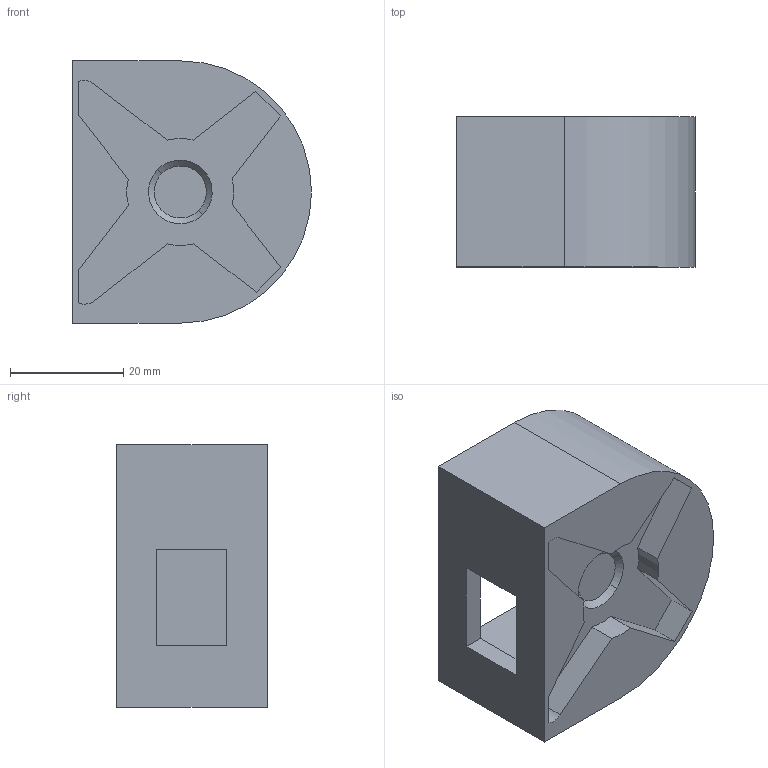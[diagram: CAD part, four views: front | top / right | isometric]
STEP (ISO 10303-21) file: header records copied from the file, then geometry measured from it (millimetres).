
FILE_DESCRIPTION (( 'STEP AP214' ), '1' );
FILE_NAME ('claw servo housing 2.STEP', '2024-06-26T16:24:51', ( '' ), ( '' ), 'SwSTEP 2.0', 'SolidWorks 2023', '' );
FILE_SCHEMA (( 'AUTOMOTIVE_DESIGN' ));
Length unit declared in the file: millimetre
Products named in the file (1): claw servo housing 2
Bounding box: 42.12 x 26.5 x 46.25 mm (x, y, z)
Volume: 21652.6 mm3; surface area: 10682 mm2
Topology: 1 solids, 1 shells, 36 faces, 96 edges, 64 vertices
Faces by surface type: plane 27, cylinder 7, cone 2
Entity records: 1145 total; most frequent: CARTESIAN_POINT 197, ORIENTED_EDGE 192, DIRECTION 188, EDGE_CURVE 96, LINE 78, VECTOR 78, VERTEX_POINT 64, AXIS2_PLACEMENT_3D 55
